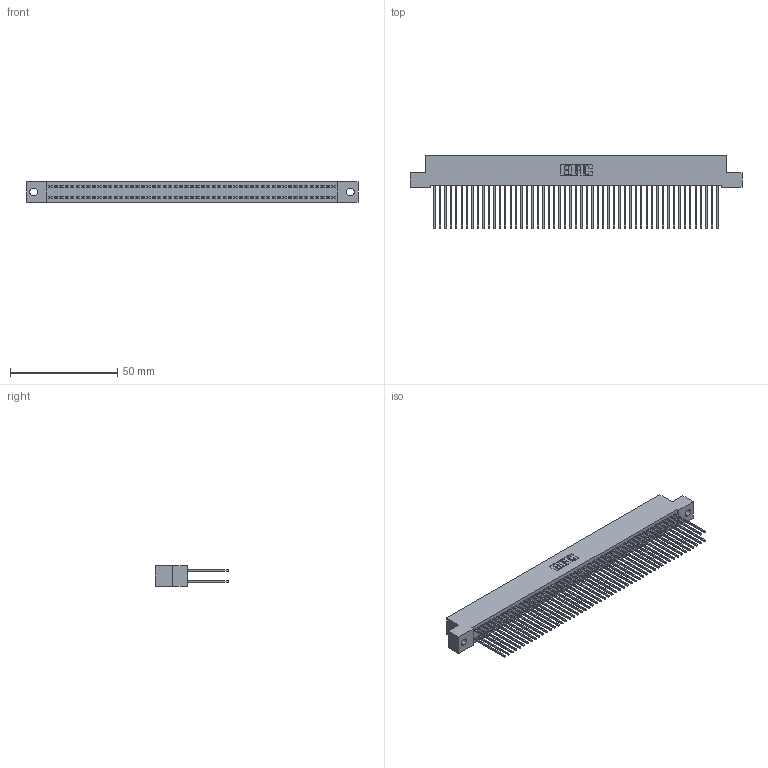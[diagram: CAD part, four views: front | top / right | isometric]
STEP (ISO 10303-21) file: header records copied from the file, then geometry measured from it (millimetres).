
FILE_DESCRIPTION (( 'STEP AP203' ), '1' );
FILE_NAME ('342-106-541-202.STEP', '2019-10-04T19:14:01', ( '' ), ( '' ), 'SwSTEP 2.0', 'SolidWorks 2016', '' );
FILE_SCHEMA (( 'CONFIG_CONTROL_DESIGN' ));
Length unit declared in the file: inch
Products named in the file (3): 342 Part_.128 Slot; 345-292-001_345-293-141; 342-106-541-202
Assembly tree (107 placements, depth 2):
  342-106-541-202
    342 Part_.128 Slot
    345-292-001_345-293-141  x106
Bounding box: 154.94 x 34.3 x 9.4 mm (x, y, z)
Volume: 14529.4 mm3; surface area: 26430.7 mm2
Topology: 107 solids, 107 shells, 5626 faces, 16741 edges, 11018 vertices
Faces by surface type: plane 3886, cylinder 1740
Entity records: 32695 total; most frequent: CARTESIAN_POINT 5406, ORIENTED_EDGE 5342, DIRECTION 4599, EDGE_CURVE 2671, LINE 2543, VECTOR 2543, VERTEX_POINT 1778, AXIS2_PLACEMENT_3D 1028
